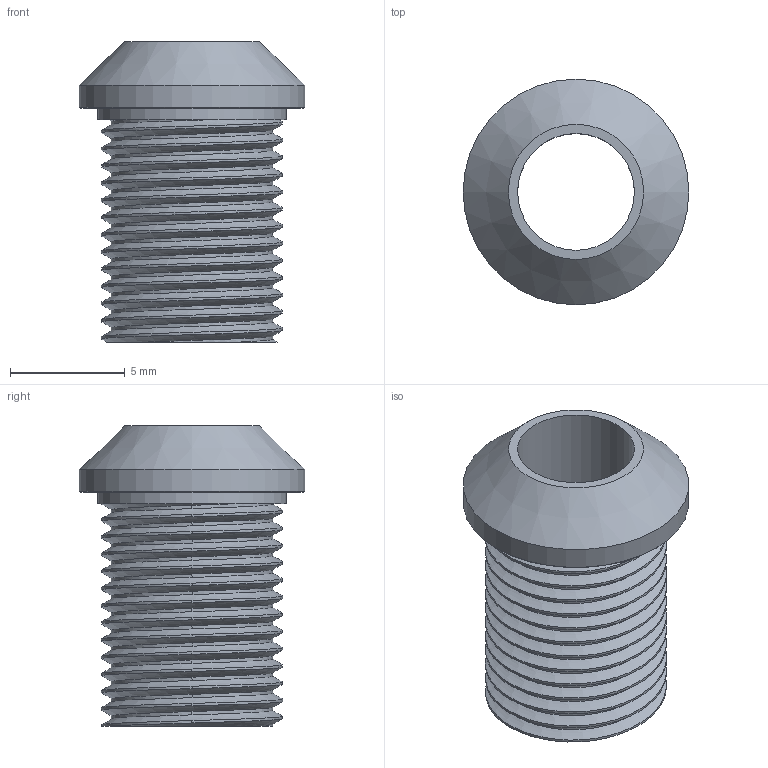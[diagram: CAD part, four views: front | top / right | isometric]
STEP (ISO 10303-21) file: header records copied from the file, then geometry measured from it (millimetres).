
FILE_DESCRIPTION(/* description */ (''),/* implementation_level */ '2;1');
FILE_NAME(/* name */ '5mm led bezel.step',/* time_stamp */ '2021-03-23T11:59:37+03:00',/* author */ (''),/* organization */ (''),/* preprocessor_version */ 'ST-DEVELOPER v18.1',/* originating_system */ 'Autodesk Translation Framework v9.10.0.1330',/* authorisation */ '');
FILE_SCHEMA (('AUTOMOTIVE_DESIGN { 1 0 10303 214 3 1 1 }'));
Length unit declared in the file: millimetre
Products named in the file (1): 5mm led bezel
Bounding box: 9.85 x 9.85 x 13.1 mm (x, y, z)
Volume: 294.8 mm3; surface area: 781.8 mm2
Topology: 1 solids, 1 shells, 42 faces, 109 edges, 72 vertices
Faces by surface type: cylinder 32, plane 5, cone 3, bspline 2
Full cylindrical faces by diameter (mm): 5.1 x1, 6 x1, 7.048 x4, 7.908 x7, 8.25 x1, 9.85 x1
Entity records: 3076 total; most frequent: CARTESIAN_POINT 2109, ORIENTED_EDGE 218, DIRECTION 147, EDGE_CURVE 109, VERTEX_POINT 72, B_SPLINE_CURVE_WITH_KNOTS 60, AXIS2_PLACEMENT_3D 57, EDGE_LOOP 47
